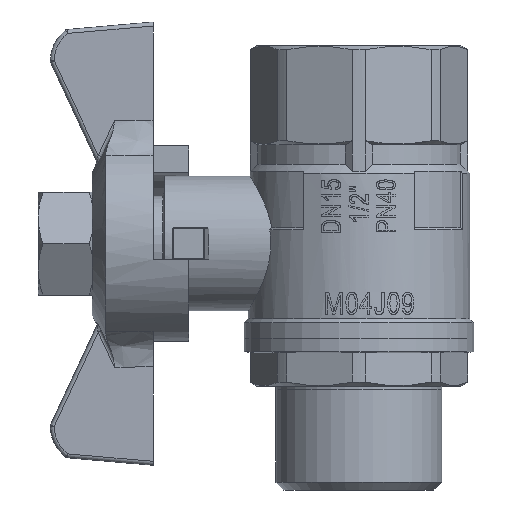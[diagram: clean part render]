
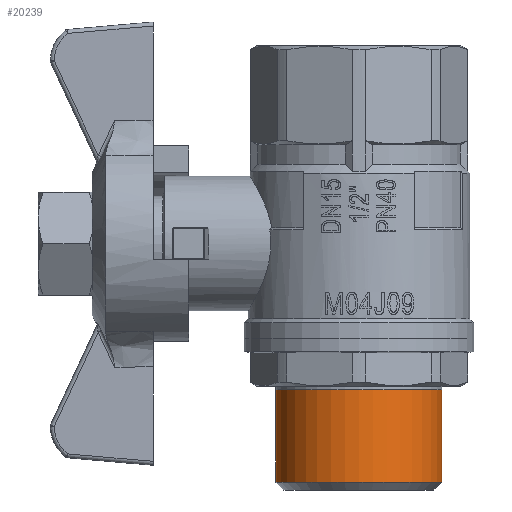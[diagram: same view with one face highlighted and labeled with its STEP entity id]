
A CAD part, front view. The second image highlights one B-rep face of the part: STEP entity #20239.
In plain terms, the highlighted cylindrical face has radius 10.477 mm (diameter 20.955 mm), a full revolution.
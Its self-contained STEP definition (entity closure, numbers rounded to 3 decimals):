
#1558=CYLINDRICAL_SURFACE('',#28904,10.478);
#4652=ORIENTED_EDGE('',*,*,#10942,.F.);
#4653=ORIENTED_EDGE('',*,*,#10947,.T.);
#10942=EDGE_CURVE('',#14122,#14122,#16242,.T.);
#10947=EDGE_CURVE('',#14127,#14127,#16247,.T.);
#14122=VERTEX_POINT('',#40208);
#14127=VERTEX_POINT('',#40226);
#16242=CIRCLE('',#28890,10.478);
#16247=CIRCLE('',#28903,10.478);
#16667=EDGE_LOOP('',(#4652));
#16668=EDGE_LOOP('',(#4653));
#17975=FACE_BOUND('',#16667,.T.);
#17976=FACE_BOUND('',#16668,.T.);
#20239=ADVANCED_FACE('',(#17975,#17976),#1558,.T.);
#28890=AXIS2_PLACEMENT_3D('',#40207,#32071,#32072);
#28903=AXIS2_PLACEMENT_3D('',#40225,#32097,#32098);
#28904=AXIS2_PLACEMENT_3D('',#40227,#32099,#32100);
#32071=DIRECTION('',(0.,0.,1.));
#32072=DIRECTION('',(0.924,0.383,0.));
#32097=DIRECTION('',(0.,0.,1.));
#32098=DIRECTION('',(0.924,0.383,0.));
#32099=DIRECTION('',(0.,0.,1.));
#32100=DIRECTION('',(0.924,0.383,0.));
#40207=CARTESIAN_POINT('',(3.5,0.,-9.65));
#40208=CARTESIAN_POINT('',(13.18,4.01,-9.65));
#40225=CARTESIAN_POINT('',(3.5,0.,-21.32));
#40226=CARTESIAN_POINT('',(13.18,4.01,-21.32));
#40227=CARTESIAN_POINT('',(3.5,0.,-22.32));
